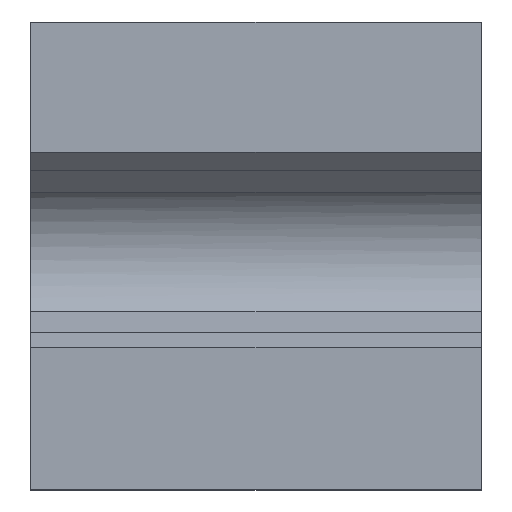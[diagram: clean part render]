
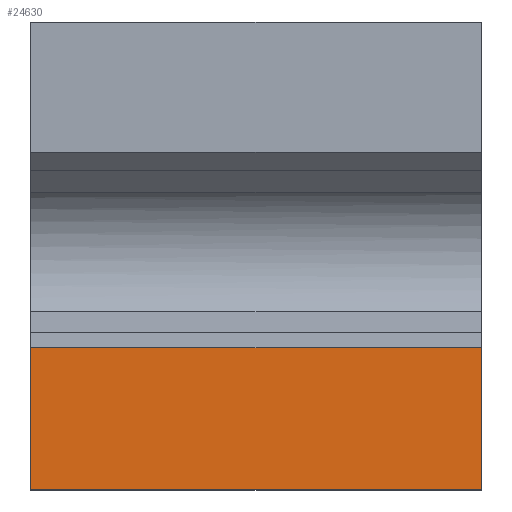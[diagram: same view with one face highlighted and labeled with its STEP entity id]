
A CAD part, top view. The second image highlights one B-rep face of the part: STEP entity #24630.
In plain terms, the highlighted free-form (B-spline) face has degree [1, 1] with [2, 2] control points.
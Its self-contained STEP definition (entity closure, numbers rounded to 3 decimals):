
#24280 = CARTESIAN_POINT ('', (0., 24.837, 86.));
#24290 = VERTEX_POINT ('', #24280);
#24300 = CARTESIAN_POINT ('', (0., 0., 86.));
#24310 = VERTEX_POINT ('', #24300);
#24320 = CARTESIAN_POINT ('', (0., 24.837, 86.));
#24330 = CARTESIAN_POINT ('', (0., 0., 86.));
#24340 = B_SPLINE_CURVE_WITH_KNOTS ('', 1, (#24320, #24330), .UNSPECIFIED., .F., .U., (2, 2), (0., 1.), .UNSPECIFIED.);
#24350 = EDGE_CURVE ('', #24290, #24310, #24340, .T.);
#24360 = ORIENTED_EDGE ('', *, *, #24350, .T.);
#24370 = CARTESIAN_POINT ('', (79., 0., 86.));
#24380 = VERTEX_POINT ('', #24370);
#24390 = CARTESIAN_POINT ('', (0., 0., 86.));
#24400 = CARTESIAN_POINT ('', (79., 0., 86.));
#24410 = B_SPLINE_CURVE_WITH_KNOTS ('', 1, (#24390, #24400), .UNSPECIFIED., .F., .U., (2, 2), (0., 1.), .UNSPECIFIED.);
#24420 = EDGE_CURVE ('', #24310, #24380, #24410, .T.);
#24430 = ORIENTED_EDGE ('', *, *, #24420, .T.);
#24440 = CARTESIAN_POINT ('', (79., 24.837, 86.));
#24450 = VERTEX_POINT ('', #24440);
#24460 = CARTESIAN_POINT ('', (79., 0., 86.));
#24470 = CARTESIAN_POINT ('', (79., 24.837, 86.));
#24480 = B_SPLINE_CURVE_WITH_KNOTS ('', 1, (#24460, #24470), .UNSPECIFIED., .F., .U., (2, 2), (0., 1.), .UNSPECIFIED.);
#24490 = EDGE_CURVE ('', #24380, #24450, #24480, .T.);
#24500 = ORIENTED_EDGE ('', *, *, #24490, .T.);
#24510 = CARTESIAN_POINT ('', (79., 24.837, 86.));
#24520 = CARTESIAN_POINT ('', (0., 24.837, 86.));
#24530 = B_SPLINE_CURVE_WITH_KNOTS ('', 1, (#24510, #24520), .UNSPECIFIED., .F., .U., (2, 2), (0., 1.), .UNSPECIFIED.);
#24540 = EDGE_CURVE ('', #24450, #24290, #24530, .T.);
#24550 = ORIENTED_EDGE ('', *, *, #24540, .T.);
#24560 = EDGE_LOOP ('', (#24360, #24430, #24500, #24550));
#24570 = FACE_OUTER_BOUND ('', #24560, .T.);
#24580 = CARTESIAN_POINT ('', (0., 24.837, 86.));
#24590 = CARTESIAN_POINT ('', (79., 24.837, 86.));
#24600 = CARTESIAN_POINT ('', (0., 0., 86.));
#24610 = CARTESIAN_POINT ('', (79., 0., 86.));
#24620 = B_SPLINE_SURFACE_WITH_KNOTS ('', 1, 1, ((#24580, #24590), (#24600, #24610)), .UNSPECIFIED., .F., .F., .U., (2, 2), (2, 2), (0., 1.), (0., 1.), .UNSPECIFIED.);
#24630 = ADVANCED_FACE ('', (#24570), #24620, .T.);
